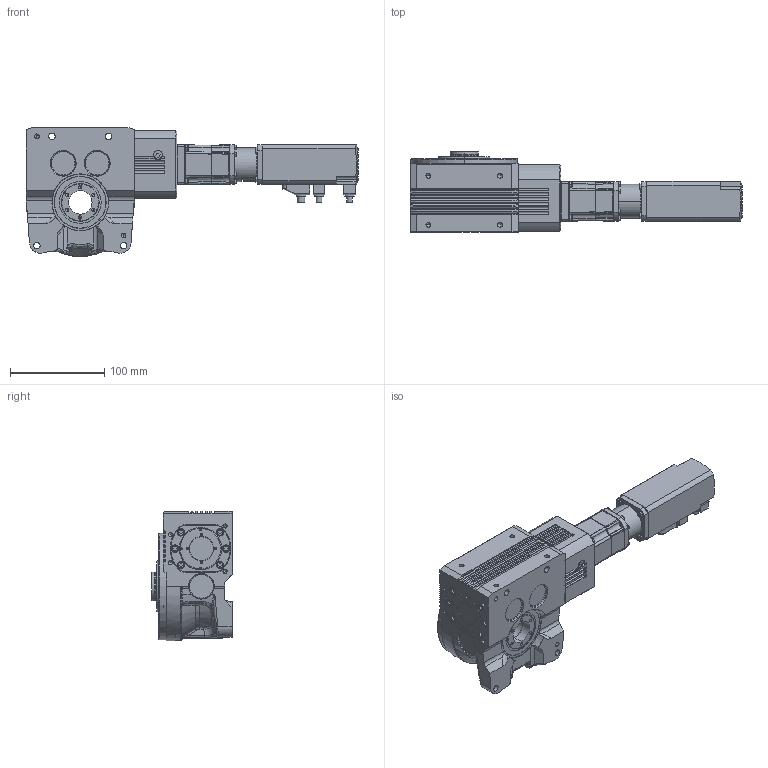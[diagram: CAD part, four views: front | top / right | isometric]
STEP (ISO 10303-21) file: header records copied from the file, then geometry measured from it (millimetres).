
FILE_DESCRIPTION (( 'STEP AP203' ), '1' );
FILE_NAME ('RGV049V4508X000.STEP', '2023-06-29T12:22:01', ( '' ), ( '' ), 'SwSTEP 2.0', 'SolidWorks 2021', '' );
FILE_SCHEMA (( 'CONFIG_CONTROL_DESIGN' ));
Length unit declared in the file: millimetre
Products named in the file (1): RGV049V4508X000
Bounding box: 352 x 85 x 137.03 mm (x, y, z)
Volume: 1443126.4 mm3; surface area: 203111.2 mm2
Topology: 14 solids, 14 shells, 2664 faces, 6496 edges, 4014 vertices
Faces by surface type: plane 940, cylinder 892, cone 492, bspline 233, torus 107
Entity records: 90562 total; most frequent: CARTESIAN_POINT 28969, DIRECTION 12858, ORIENTED_EDGE 12740, EDGE_CURVE 6370, AXIS2_PLACEMENT_3D 4866, VERTEX_POINT 4014, LINE 3126, VECTOR 3126
